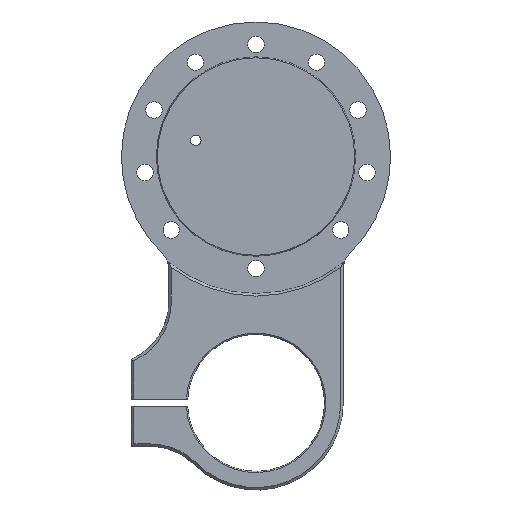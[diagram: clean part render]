
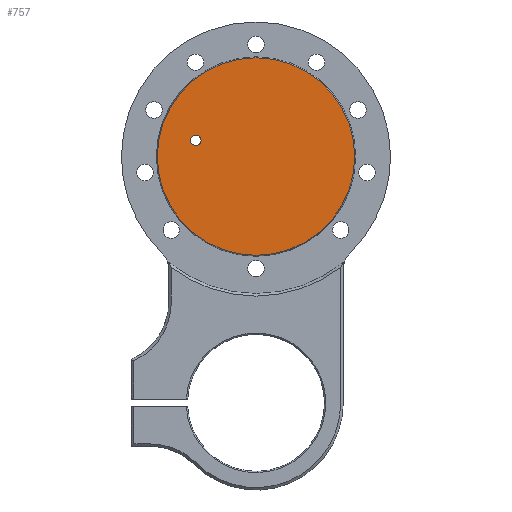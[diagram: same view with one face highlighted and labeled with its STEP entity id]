
A CAD part, top view. The second image highlights one B-rep face of the part: STEP entity #757.
In plain terms, the highlighted planar face has unit normal (0, 0, 1).
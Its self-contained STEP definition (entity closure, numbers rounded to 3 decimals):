
#246 = EDGE_CURVE ( 'NONE', #3425, #3517, #2863, .T. ) ;
#248 = EDGE_CURVE ( 'NONE', #3553, #3441, #2861, .T. ) ;
#250 = EDGE_CURVE ( 'NONE', #3517, #3425, #2808, .T. ) ;
#440 = AXIS2_PLACEMENT_3D ( 'NONE', #1858, #1853, #1854 ) ;
#454 = AXIS2_PLACEMENT_3D ( 'NONE', #1956, #1868, #1859 ) ;
#455 = AXIS2_PLACEMENT_3D ( 'NONE', #1851, #1871, #1874 ) ;
#515 = CARTESIAN_POINT ( 'NONE',  ( -26.248, 6.47, 9. ) ) ;
#571 = CARTESIAN_POINT ( 'NONE',  ( -39.636, 0., 9. ) ) ;
#609 = CARTESIAN_POINT ( 'NONE',  ( -22.048, 6.47, 9. ) ) ;
#649 = CARTESIAN_POINT ( 'NONE',  ( 39.636, 0., 9. ) ) ;
#757 = ADVANCED_FACE ( 'NONE', ( #2186, #2187 ), #992, .T. ) ;
#806 = DIRECTION ( 'NONE',  ( 1., 0., 0. ) ) ;
#807 = DIRECTION ( 'NONE',  ( 0., 0., 1. ) ) ;
#815 = CARTESIAN_POINT ( 'NONE',  ( -24.148, 6.47, 9. ) ) ;
#990 = DIRECTION ( 'NONE',  ( 1., 0., 0. ) ) ;
#991 = DIRECTION ( 'NONE',  ( 0., 0., 1. ) ) ;
#992 = PLANE ( 'NONE',  #2040 ) ;
#1009 = CARTESIAN_POINT ( 'NONE',  ( 0., 0., 9. ) ) ;
#1086 = CIRCLE ( 'NONE', #2096, 2.1 ) ;
#1851 = CARTESIAN_POINT ( 'NONE',  ( 0., 0., 9. ) ) ;
#1853 = DIRECTION ( 'NONE',  ( 0., 0., 1. ) ) ;
#1854 = DIRECTION ( 'NONE',  ( 1., 0., 0. ) ) ;
#1858 = CARTESIAN_POINT ( 'NONE',  ( -24.148, 6.47, 9. ) ) ;
#1859 = DIRECTION ( 'NONE',  ( 1., 0., 0. ) ) ;
#1868 = DIRECTION ( 'NONE',  ( 0., 0., 1. ) ) ;
#1871 = DIRECTION ( 'NONE',  ( 0., 0., 1. ) ) ;
#1874 = DIRECTION ( 'NONE',  ( 1., 0., 0. ) ) ;
#1956 = CARTESIAN_POINT ( 'NONE',  ( 0., 0., 9. ) ) ;
#2040 = AXIS2_PLACEMENT_3D ( 'NONE', #1009, #991, #990 ) ;
#2096 = AXIS2_PLACEMENT_3D ( 'NONE', #815, #807, #806 ) ;
#2186 = FACE_BOUND ( 'NONE', #2364, .T. ) ;
#2187 = FACE_OUTER_BOUND ( 'NONE', #2431, .T. ) ;
#2364 = EDGE_LOOP ( 'NONE', ( #2572, #2502 ) ) ;
#2431 = EDGE_LOOP ( 'NONE', ( #2500, #2543 ) ) ;
#2500 = ORIENTED_EDGE ( 'NONE', *, *, #250, .T. ) ;
#2502 = ORIENTED_EDGE ( 'NONE', *, *, #248, .F. ) ;
#2543 = ORIENTED_EDGE ( 'NONE', *, *, #246, .T. ) ;
#2572 = ORIENTED_EDGE ( 'NONE', *, *, #2613, .F. ) ;
#2613 = EDGE_CURVE ( 'NONE', #3441, #3553, #1086, .T. ) ;
#2808 = CIRCLE ( 'NONE', #455, 39.636 ) ;
#2861 = CIRCLE ( 'NONE', #440, 2.1 ) ;
#2863 = CIRCLE ( 'NONE', #454, 39.636 ) ;
#3425 = VERTEX_POINT ( 'NONE', #649 ) ;
#3441 = VERTEX_POINT ( 'NONE', #515 ) ;
#3517 = VERTEX_POINT ( 'NONE', #571 ) ;
#3553 = VERTEX_POINT ( 'NONE', #609 ) ;
